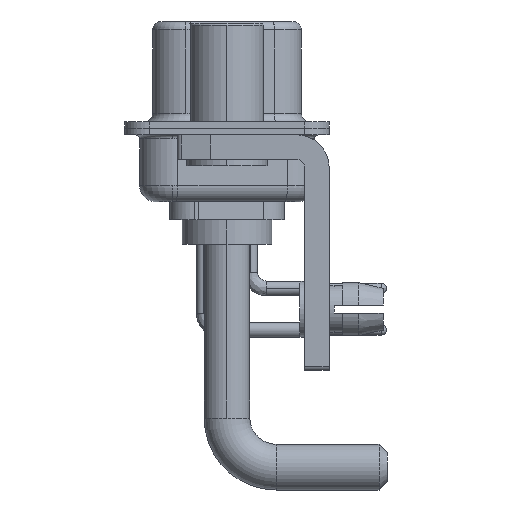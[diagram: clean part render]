
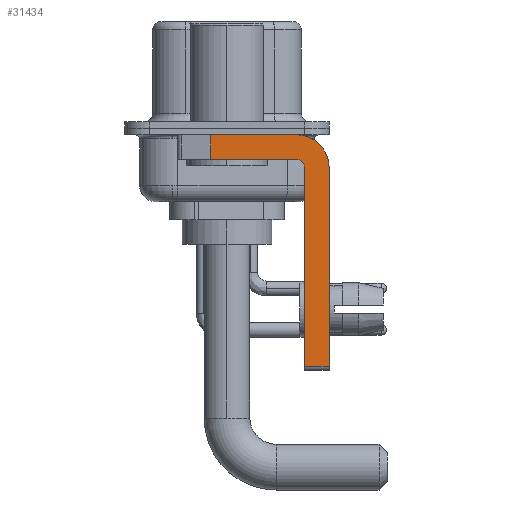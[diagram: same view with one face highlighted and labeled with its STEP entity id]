
A CAD part, left-side view. The second image highlights one B-rep face of the part: STEP entity #31434.
In plain terms, the highlighted planar face has unit normal (-1, 0, 0).
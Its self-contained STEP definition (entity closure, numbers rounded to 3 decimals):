
#283 = VERTEX_POINT ( 'NONE', #19037 ) ;
#530 = CARTESIAN_POINT ( 'NONE',  ( -2.9, 3., -0.4 ) ) ;
#1001 = CARTESIAN_POINT ( 'NONE',  ( -2.9, -4.75, -2.4 ) ) ;
#1008 = CARTESIAN_POINT ( 'NONE',  ( -2.9, -4.25, -2.4 ) ) ;
#2101 = VERTEX_POINT ( 'NONE', #20915 ) ;
#2493 = DIRECTION ( 'NONE',  ( 1., 0., 0. ) ) ;
#2683 = LINE ( 'NONE', #9979, #12020 ) ;
#3121 = DIRECTION ( 'NONE',  ( 0., -1., 0. ) ) ;
#3360 = CARTESIAN_POINT ( 'NONE',  ( -2.9, -6.25, -2.4 ) ) ;
#3933 = ORIENTED_EDGE ( 'NONE', *, *, #17502, .F. ) ;
#4028 = ORIENTED_EDGE ( 'NONE', *, *, #14555, .F. ) ;
#4139 = DIRECTION ( 'NONE',  ( 0., 0., -1. ) ) ;
#4424 = CIRCLE ( 'NONE', #20497, 0.5 ) ;
#5334 = CARTESIAN_POINT ( 'NONE',  ( -2.9, -4.75, -14.8 ) ) ;
#5703 = VERTEX_POINT ( 'NONE', #11965 ) ;
#5821 = ORIENTED_EDGE ( 'NONE', *, *, #30907, .T. ) ;
#6408 = EDGE_LOOP ( 'NONE', ( #4028, #12494, #12999, #9779, #21327, #5821, #15178, #3933 ) ) ;
#6950 = EDGE_CURVE ( 'NONE', #25050, #28757, #4424, .T. ) ;
#9779 = ORIENTED_EDGE ( 'NONE', *, *, #6950, .F. ) ;
#9979 = CARTESIAN_POINT ( 'NONE',  ( -2.9, -4.25, -14.55 ) ) ;
#10064 = LINE ( 'NONE', #3360, #16013 ) ;
#10422 = LINE ( 'NONE', #530, #26506 ) ;
#10525 = LINE ( 'NONE', #5334, #30554 ) ;
#10894 = DIRECTION ( 'NONE',  ( 0., 0., 1. ) ) ;
#11965 = CARTESIAN_POINT ( 'NONE',  ( -2.9, 0.978, -0.4 ) ) ;
#12020 = VECTOR ( 'NONE', #29787, 1000. ) ;
#12273 = EDGE_CURVE ( 'NONE', #2101, #283, #10064, .T. ) ;
#12477 = DIRECTION ( 'NONE',  ( 0., 0., -1. ) ) ;
#12494 = ORIENTED_EDGE ( 'NONE', *, *, #16467, .T. ) ;
#12999 = ORIENTED_EDGE ( 'NONE', *, *, #26281, .F. ) ;
#14555 = EDGE_CURVE ( 'NONE', #5703, #18301, #10422, .T. ) ;
#14935 = PLANE ( 'NONE',  #31236 ) ;
#15178 = ORIENTED_EDGE ( 'NONE', *, *, #12273, .F. ) ;
#15415 = DIRECTION ( 'NONE',  ( 0., 0., -1. ) ) ;
#15719 = DIRECTION ( 'NONE',  ( 0., 0., 1. ) ) ;
#16013 = VECTOR ( 'NONE', #12477, 1000. ) ;
#16070 = LINE ( 'NONE', #20946, #18831 ) ;
#16467 = EDGE_CURVE ( 'NONE', #5703, #29069, #26036, .T. ) ;
#17502 = EDGE_CURVE ( 'NONE', #18301, #2101, #23151, .T. ) ;
#18301 = VERTEX_POINT ( 'NONE', #30846 ) ;
#18513 = DIRECTION ( 'NONE',  ( 0., 1., 0. ) ) ;
#18831 = VECTOR ( 'NONE', #18513, 1000. ) ;
#18927 = CARTESIAN_POINT ( 'NONE',  ( -2.9, -4.25, -1.9 ) ) ;
#19037 = CARTESIAN_POINT ( 'NONE',  ( -2.9, -6.25, -14.55 ) ) ;
#19894 = EDGE_CURVE ( 'NONE', #28208, #25050, #10525, .T. ) ;
#20497 = AXIS2_PLACEMENT_3D ( 'NONE', #1008, #26309, #10894 ) ;
#20915 = CARTESIAN_POINT ( 'NONE',  ( -2.9, -6.25, -2.4 ) ) ;
#20946 = CARTESIAN_POINT ( 'NONE',  ( -2.9, -4.25, -1.9 ) ) ;
#21327 = ORIENTED_EDGE ( 'NONE', *, *, #19894, .F. ) ;
#23151 = CIRCLE ( 'NONE', #30951, 2. ) ;
#24214 = CARTESIAN_POINT ( 'NONE',  ( -2.9, 0.978, -1.9 ) ) ;
#24339 = FACE_OUTER_BOUND ( 'NONE', #6408, .T. ) ;
#24823 = DIRECTION ( 'NONE',  ( 1., 0., 0. ) ) ;
#24871 = CARTESIAN_POINT ( 'NONE',  ( -2.9, -4.25, -2.4 ) ) ;
#25050 = VERTEX_POINT ( 'NONE', #1001 ) ;
#26036 = LINE ( 'NONE', #26361, #27019 ) ;
#26281 = EDGE_CURVE ( 'NONE', #28757, #29069, #16070, .T. ) ;
#26309 = DIRECTION ( 'NONE',  ( -1., 0., 0. ) ) ;
#26361 = CARTESIAN_POINT ( 'NONE',  ( -2.9, 0.978, -1.9 ) ) ;
#26506 = VECTOR ( 'NONE', #3121, 1000. ) ;
#27019 = VECTOR ( 'NONE', #4139, 1000. ) ;
#27317 = DIRECTION ( 'NONE',  ( 0., 0., -1. ) ) ;
#28208 = VERTEX_POINT ( 'NONE', #31291 ) ;
#28757 = VERTEX_POINT ( 'NONE', #18927 ) ;
#29069 = VERTEX_POINT ( 'NONE', #24214 ) ;
#29787 = DIRECTION ( 'NONE',  ( 0., -1., 0. ) ) ;
#30554 = VECTOR ( 'NONE', #15719, 1000. ) ;
#30846 = CARTESIAN_POINT ( 'NONE',  ( -2.9, -4.25, -0.4 ) ) ;
#30907 = EDGE_CURVE ( 'NONE', #28208, #283, #2683, .T. ) ;
#30951 = AXIS2_PLACEMENT_3D ( 'NONE', #24871, #2493, #27317 ) ;
#31236 = AXIS2_PLACEMENT_3D ( 'NONE', #31823, #24823, #15415 ) ;
#31291 = CARTESIAN_POINT ( 'NONE',  ( -2.9, -4.75, -14.55 ) ) ;
#31434 = ADVANCED_FACE ( 'NONE', ( #24339 ), #14935, .F. ) ;
#31823 = CARTESIAN_POINT ( 'NONE',  ( -2.9, -4.25, -2.4 ) ) ;
